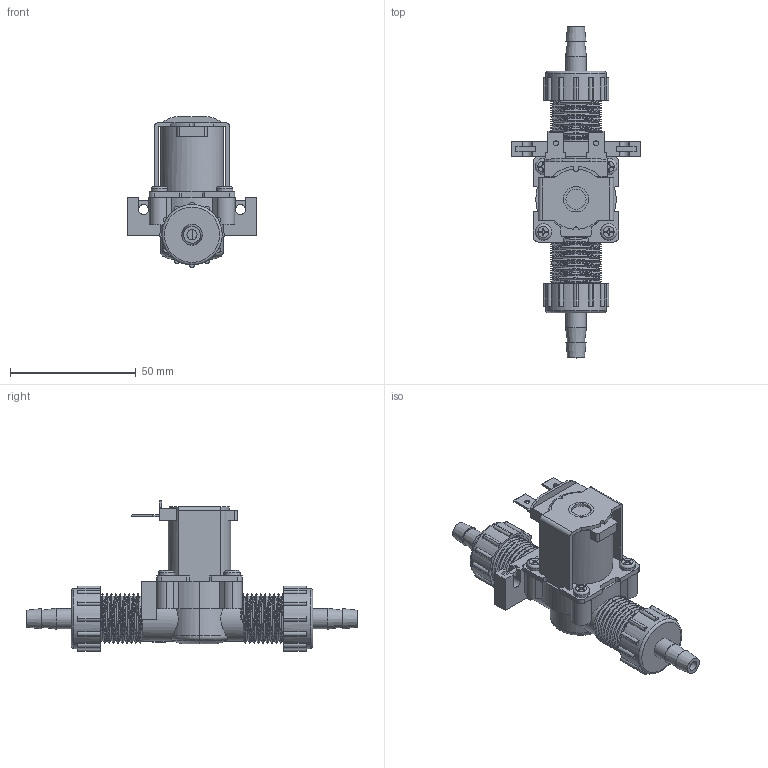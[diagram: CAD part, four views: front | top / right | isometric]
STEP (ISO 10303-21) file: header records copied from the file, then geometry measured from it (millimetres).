
FILE_DESCRIPTION(('HOOPS Exchange Step'),'2;1');
FILE_NAME('temp_export','2021-08-15T23:30:10+02:00',('mobile'),('Shapr3D Limited'),'HOOPS Exchange 2021.1','Shapr3D','Authorized');
FILE_SCHEMA( ('AP203_CONFIGURATION_CONTROLLED_3D_DESIGN_OF_MECHANICAL_PARTS_AND_ASSEMBLIES_MIM_LF') );
Length unit declared in the file: millimetre
Products named in the file (2): 0; 7DE9461D-14BE-416D-B1AC-0BDD37855E62.tmp
Assembly tree (1 placements, depth 2):
  7DE9461D-14BE-416D-B1AC-0BDD37855E62.tmp
    0
Bounding box: 51.5 x 132.1 x 60 mm (x, y, z)
Volume: 49111 mm3; surface area: 33282.7 mm2
Topology: 5 solids, 5 shells, 696 faces, 1771 edges, 1104 vertices
Faces by surface type: plane 248, bspline 220, cylinder 210, torus 18
Full cylindrical faces by diameter (mm): 2 x2, 3 x4, 4 x4, 6.5 x4, 8 x3, 10 x1, 16 x2, 18 x4, 22 x2, 24 x2, 25 x1
Entity records: 39485 total; most frequent: CARTESIAN_POINT 24690, ORIENTED_EDGE 3542, DIRECTION 2500, EDGE_CURVE 1771, VERTEX_POINT 1104, AXIS2_PLACEMENT_3D 889, EDGE_LOOP 733, FACE_BOUND 733
